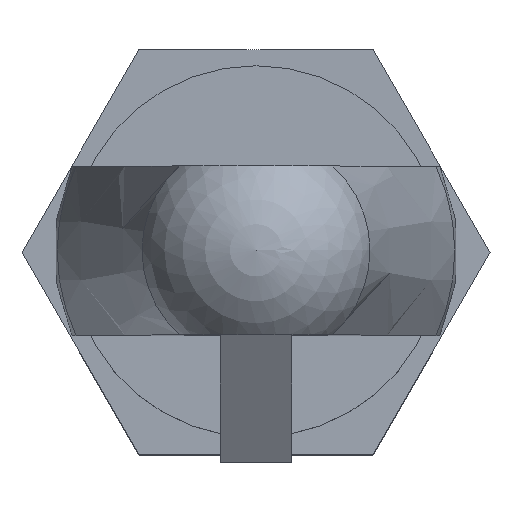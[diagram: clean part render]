
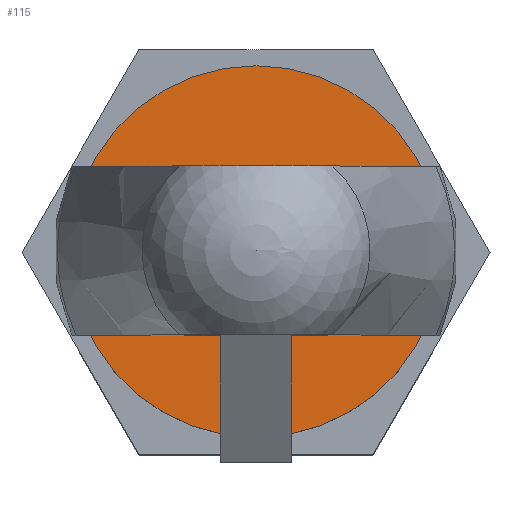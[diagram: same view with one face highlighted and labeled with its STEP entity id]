
A CAD part, top view. The second image highlights one B-rep face of the part: STEP entity #115.
In plain terms, the highlighted planar face has unit normal (0, 0, 1).
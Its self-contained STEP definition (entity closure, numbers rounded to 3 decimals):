
#115 = ADVANCED_FACE( '', ( #245, #246 ), #247, .F. );
#245 = FACE_OUTER_BOUND( '', #408, .T. );
#246 = FACE_BOUND( '', #409, .T. );
#247 = PLANE( '', #410 );
#408 = EDGE_LOOP( '', ( #704 ) );
#409 = EDGE_LOOP( '', ( #705, #706, #707, #708 ) );
#410 = AXIS2_PLACEMENT_3D( '', #709, #710, #711 );
#704 = ORIENTED_EDGE( '', *, *, #854, .F. );
#705 = ORIENTED_EDGE( '', *, *, #953, .F. );
#706 = ORIENTED_EDGE( '', *, *, #954, .T. );
#707 = ORIENTED_EDGE( '', *, *, #924, .F. );
#708 = ORIENTED_EDGE( '', *, *, #955, .T. );
#709 = CARTESIAN_POINT( '', ( 0., 0., 0. ) );
#710 = DIRECTION( '', ( 0., 0., -1. ) );
#711 = DIRECTION( '', ( -1., 0., 0. ) );
#854 = EDGE_CURVE( '', #1005, #1005, #1006, .T. );
#924 = EDGE_CURVE( '', #1118, #1120, #1121, .T. );
#953 = EDGE_CURVE( '', #1157, #1158, #1159, .T. );
#954 = EDGE_CURVE( '', #1157, #1120, #1160, .T. );
#955 = EDGE_CURVE( '', #1118, #1158, #1161, .T. );
#1005 = VERTEX_POINT( '', #1233 );
#1006 = CIRCLE( '', #1234, 2.2 );
#1118 = VERTEX_POINT( '', #1392 );
#1120 = VERTEX_POINT( '', #1397 );
#1121 = LINE( '', #1398, #1399 );
#1157 = VERTEX_POINT( '', #1470 );
#1158 = VERTEX_POINT( '', #1471 );
#1159 = LINE( '', #1472, #1473 );
#1160 = CIRCLE( '', #1474, 1.6 );
#1161 = CIRCLE( '', #1475, 1.6 );
#1233 = CARTESIAN_POINT( '', ( -2.2, 0., 0. ) );
#1234 = AXIS2_PLACEMENT_3D( '', #1538, #1539, #1540 );
#1392 = CARTESIAN_POINT( '', ( 1.249, 1., 0. ) );
#1397 = CARTESIAN_POINT( '', ( -1.249, 1., 0. ) );
#1398 = CARTESIAN_POINT( '', ( -1.6, 1., 0. ) );
#1399 = VECTOR( '', #1622, 1000. );
#1470 = CARTESIAN_POINT( '', ( -1.249, -1., 0. ) );
#1471 = CARTESIAN_POINT( '', ( 1.249, -1., 0. ) );
#1472 = CARTESIAN_POINT( '', ( -1.6, -1., 0. ) );
#1473 = VECTOR( '', #1642, 1000. );
#1474 = AXIS2_PLACEMENT_3D( '', #1643, #1644, #1645 );
#1475 = AXIS2_PLACEMENT_3D( '', #1646, #1647, #1648 );
#1538 = CARTESIAN_POINT( '', ( 0., 0., 0. ) );
#1539 = DIRECTION( '', ( 0., 0., -1. ) );
#1540 = DIRECTION( '', ( -1., 0., 0. ) );
#1622 = DIRECTION( '', ( -1., 0., 0. ) );
#1642 = DIRECTION( '', ( 1., 0., 0. ) );
#1643 = CARTESIAN_POINT( '', ( 0., 0., 0. ) );
#1644 = DIRECTION( '', ( 0., 0., -1. ) );
#1645 = DIRECTION( '', ( -1., 0., 0. ) );
#1646 = CARTESIAN_POINT( '', ( 0., 0., 0. ) );
#1647 = DIRECTION( '', ( 0., 0., -1. ) );
#1648 = DIRECTION( '', ( -1., 0., 0. ) );
